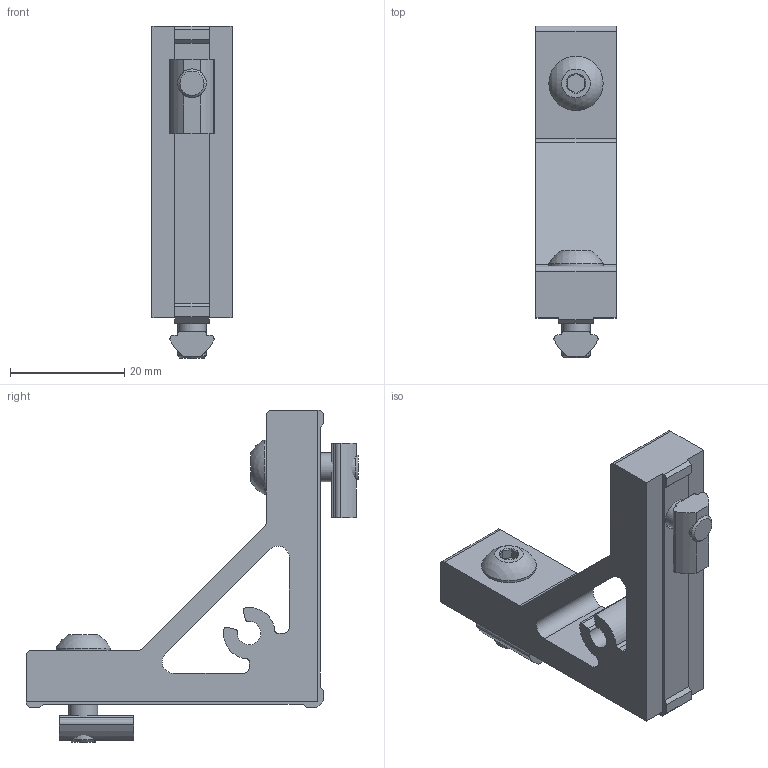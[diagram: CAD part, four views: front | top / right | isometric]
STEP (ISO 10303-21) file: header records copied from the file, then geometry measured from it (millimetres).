
FILE_DESCRIPTION(/* description */ ('STEP AP203'),/* implementation_level */ '2;1');
FILE_NAME(/* name */ 'HBKUS5.step',/* time_stamp */ '2025-05-27T15:31:37-05:00',/* author */ (''),/* organization */ (''),/* preprocessor_version */ 'ST-DEVELOPER v20.1',/* originating_system */ 'Autodesk Translation Framework v14.10.0.0',/* authorisation */ '');
FILE_SCHEMA (('AUTOMOTIVE_DESIGN { 1 0 10303 214 3 1 1 }'));
Length unit declared in the file: millimetre
Products named in the file (4): HBKUS5; HBKUS5_b; M5x16 BHCS; M5 Roll-In T Nut
Assembly tree (5 placements, depth 2):
  HBKUS5
    HBKUS5_b
    M5x16 BHCS  x2
    M5 Roll-In T Nut  x2
Bounding box: 14 x 58 x 58 mm (x, y, z)
Volume: 13160.7 mm3; surface area: 7615.6 mm2
Topology: 5 solids, 5 shells, 140 faces, 358 edges, 230 vertices
Faces by surface type: plane 73, cylinder 41, cone 20, bspline 4, sphere 2
Full cylindrical faces by diameter (mm): 4.2 x2, 5 x2, 5.5 x2, 9.5 x2
Entity records: 3503 total; most frequent: CARTESIAN_POINT 934, DIRECTION 519, ORIENTED_EDGE 508, EDGE_CURVE 254, AXIS2_PLACEMENT_3D 180, VERTEX_POINT 165, LINE 159, VECTOR 159
